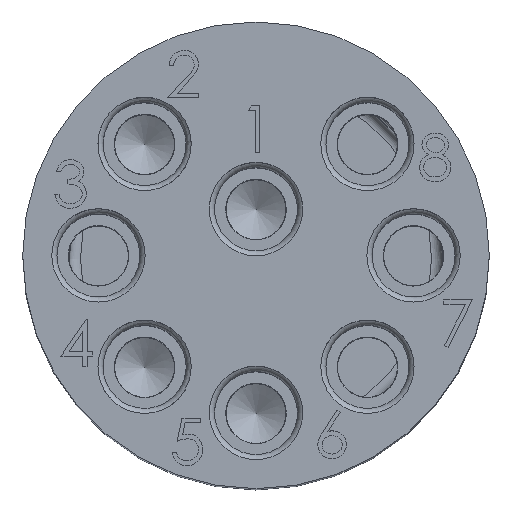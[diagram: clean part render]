
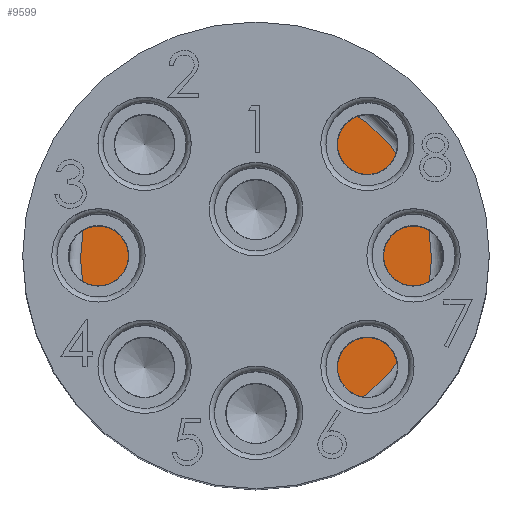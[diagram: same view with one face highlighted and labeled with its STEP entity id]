
A CAD part, top view. The second image highlights one B-rep face of the part: STEP entity #9599.
In plain terms, the highlighted planar face has unit normal (0, 0, -1).
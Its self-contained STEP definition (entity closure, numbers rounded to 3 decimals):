
#392=FACE_BOUND('',#2595,.T.);
#393=FACE_BOUND('',#2596,.T.);
#394=FACE_BOUND('',#2597,.T.);
#395=FACE_BOUND('',#2598,.T.);
#396=FACE_BOUND('',#2599,.T.);
#397=FACE_BOUND('',#2600,.T.);
#398=FACE_BOUND('',#2601,.T.);
#399=FACE_BOUND('',#2602,.T.);
#2075=FACE_OUTER_BOUND('',#2594,.T.);
#2594=EDGE_LOOP('',(#8260,#8261));
#2595=EDGE_LOOP('',(#8262));
#2596=EDGE_LOOP('',(#8263,#8264));
#2597=EDGE_LOOP('',(#8265,#8266));
#2598=EDGE_LOOP('',(#8267,#8268));
#2599=EDGE_LOOP('',(#8269));
#2600=EDGE_LOOP('',(#8270,#8271));
#2601=EDGE_LOOP('',(#8272,#8273));
#2602=EDGE_LOOP('',(#8274,#8275));
#2995=CIRCLE('',#10358,0.66);
#2996=CIRCLE('',#10360,0.66);
#2997=CIRCLE('',#10361,0.66);
#2998=CIRCLE('',#10363,0.66);
#2999=CIRCLE('',#10364,0.66);
#3000=CIRCLE('',#10366,0.66);
#3001=CIRCLE('',#10367,0.66);
#3002=CIRCLE('',#10369,0.66);
#3003=CIRCLE('',#10371,0.66);
#3004=CIRCLE('',#10372,0.66);
#3005=CIRCLE('',#10374,0.66);
#3006=CIRCLE('',#10375,0.66);
#3007=CIRCLE('',#10377,0.66);
#3008=CIRCLE('',#10378,0.66);
#3171=CIRCLE('',#10653,5.969);
#3172=CIRCLE('',#10654,5.969);
#3821=VERTEX_POINT('',#15383);
#3822=VERTEX_POINT('',#15387);
#3823=VERTEX_POINT('',#15388);
#3824=VERTEX_POINT('',#15393);
#3825=VERTEX_POINT('',#15394);
#3826=VERTEX_POINT('',#15399);
#3827=VERTEX_POINT('',#15400);
#3828=VERTEX_POINT('',#15405);
#3829=VERTEX_POINT('',#15409);
#3830=VERTEX_POINT('',#15410);
#3831=VERTEX_POINT('',#15415);
#3832=VERTEX_POINT('',#15416);
#3833=VERTEX_POINT('',#15421);
#3834=VERTEX_POINT('',#15422);
#4164=VERTEX_POINT('',#19710);
#4165=VERTEX_POINT('',#19711);
#5035=EDGE_CURVE('',#3821,#3821,#2995,.T.);
#5037=EDGE_CURVE('',#3822,#3823,#2996,.T.);
#5038=EDGE_CURVE('',#3823,#3822,#2997,.T.);
#5040=EDGE_CURVE('',#3824,#3825,#2998,.T.);
#5041=EDGE_CURVE('',#3825,#3824,#2999,.T.);
#5043=EDGE_CURVE('',#3826,#3827,#3000,.T.);
#5044=EDGE_CURVE('',#3827,#3826,#3001,.T.);
#5046=EDGE_CURVE('',#3828,#3828,#3002,.T.);
#5048=EDGE_CURVE('',#3829,#3830,#3003,.T.);
#5049=EDGE_CURVE('',#3830,#3829,#3004,.T.);
#5051=EDGE_CURVE('',#3831,#3832,#3005,.T.);
#5052=EDGE_CURVE('',#3832,#3831,#3006,.T.);
#5054=EDGE_CURVE('',#3833,#3834,#3007,.T.);
#5055=EDGE_CURVE('',#3834,#3833,#3008,.T.);
#5536=EDGE_CURVE('',#4164,#4165,#3171,.T.);
#5537=EDGE_CURVE('',#4165,#4164,#3172,.T.);
#8260=ORIENTED_EDGE('',*,*,#5536,.T.);
#8261=ORIENTED_EDGE('',*,*,#5537,.T.);
#8262=ORIENTED_EDGE('',*,*,#5035,.T.);
#8263=ORIENTED_EDGE('',*,*,#5037,.T.);
#8264=ORIENTED_EDGE('',*,*,#5038,.T.);
#8265=ORIENTED_EDGE('',*,*,#5040,.T.);
#8266=ORIENTED_EDGE('',*,*,#5041,.T.);
#8267=ORIENTED_EDGE('',*,*,#5043,.T.);
#8268=ORIENTED_EDGE('',*,*,#5044,.T.);
#8269=ORIENTED_EDGE('',*,*,#5046,.T.);
#8270=ORIENTED_EDGE('',*,*,#5048,.T.);
#8271=ORIENTED_EDGE('',*,*,#5049,.T.);
#8272=ORIENTED_EDGE('',*,*,#5051,.T.);
#8273=ORIENTED_EDGE('',*,*,#5052,.T.);
#8274=ORIENTED_EDGE('',*,*,#5054,.T.);
#8275=ORIENTED_EDGE('',*,*,#5055,.T.);
#8664=PLANE('',#10679);
#9599=ADVANCED_FACE('',(#2075,#392,#393,#394,#395,#396,#397,#398,#399),
#8664,.T.);
#10358=AXIS2_PLACEMENT_3D('',#15384,#12492,#12493);
#10360=AXIS2_PLACEMENT_3D('',#15389,#12497,#12498);
#10361=AXIS2_PLACEMENT_3D('',#15390,#12499,#12500);
#10363=AXIS2_PLACEMENT_3D('',#15395,#12504,#12505);
#10364=AXIS2_PLACEMENT_3D('',#15396,#12506,#12507);
#10366=AXIS2_PLACEMENT_3D('',#15401,#12511,#12512);
#10367=AXIS2_PLACEMENT_3D('',#15402,#12513,#12514);
#10369=AXIS2_PLACEMENT_3D('',#15406,#12518,#12519);
#10371=AXIS2_PLACEMENT_3D('',#15411,#12523,#12524);
#10372=AXIS2_PLACEMENT_3D('',#15412,#12525,#12526);
#10374=AXIS2_PLACEMENT_3D('',#15417,#12530,#12531);
#10375=AXIS2_PLACEMENT_3D('',#15418,#12532,#12533);
#10377=AXIS2_PLACEMENT_3D('',#15423,#12537,#12538);
#10378=AXIS2_PLACEMENT_3D('',#15424,#12539,#12540);
#10653=AXIS2_PLACEMENT_3D('',#19712,#13299,#13300);
#10654=AXIS2_PLACEMENT_3D('',#19713,#13301,#13302);
#10679=AXIS2_PLACEMENT_3D('',#19755,#13355,#13356);
#12492=DIRECTION('center_axis',(0.,0.,1.));
#12493=DIRECTION('ref_axis',(1.,0.,0.));
#12497=DIRECTION('center_axis',(0.,0.,1.));
#12498=DIRECTION('ref_axis',(1.,0.,0.));
#12499=DIRECTION('center_axis',(0.,0.,1.));
#12500=DIRECTION('ref_axis',(1.,0.,0.));
#12504=DIRECTION('center_axis',(0.,0.,1.));
#12505=DIRECTION('ref_axis',(1.,0.,0.));
#12506=DIRECTION('center_axis',(0.,0.,1.));
#12507=DIRECTION('ref_axis',(1.,0.,0.));
#12511=DIRECTION('center_axis',(0.,0.,1.));
#12512=DIRECTION('ref_axis',(1.,0.,0.));
#12513=DIRECTION('center_axis',(0.,0.,1.));
#12514=DIRECTION('ref_axis',(1.,0.,0.));
#12518=DIRECTION('center_axis',(0.,0.,1.));
#12519=DIRECTION('ref_axis',(1.,0.,0.));
#12523=DIRECTION('center_axis',(0.,0.,1.));
#12524=DIRECTION('ref_axis',(1.,0.,0.));
#12525=DIRECTION('center_axis',(0.,0.,1.));
#12526=DIRECTION('ref_axis',(1.,0.,0.));
#12530=DIRECTION('center_axis',(0.,0.,1.));
#12531=DIRECTION('ref_axis',(1.,0.,0.));
#12532=DIRECTION('center_axis',(0.,0.,1.));
#12533=DIRECTION('ref_axis',(1.,0.,0.));
#12537=DIRECTION('center_axis',(0.,0.,1.));
#12538=DIRECTION('ref_axis',(1.,0.,0.));
#12539=DIRECTION('center_axis',(0.,0.,1.));
#12540=DIRECTION('ref_axis',(1.,0.,0.));
#13299=DIRECTION('center_axis',(0.,0.,-1.));
#13300=DIRECTION('ref_axis',(-1.,0.,0.));
#13301=DIRECTION('center_axis',(0.,0.,-1.));
#13302=DIRECTION('ref_axis',(-1.,0.,0.));
#13355=DIRECTION('center_axis',(0.,0.,-1.));
#13356=DIRECTION('ref_axis',(-1.,0.,0.));
#15383=CARTESIAN_POINT('',(-2.611,0.,-34.925));
#15384=CARTESIAN_POINT('Origin',(-1.951,0.,
-34.925));
#15387=CARTESIAN_POINT('',(2.04,1.379,-34.925));
#15388=CARTESIAN_POINT('',(0.719,1.379,-34.925));
#15389=CARTESIAN_POINT('Origin',(1.379,1.379,-34.925));
#15390=CARTESIAN_POINT('Origin',(1.379,1.379,-34.925));
#15393=CARTESIAN_POINT('',(2.04,-1.379,-34.925));
#15394=CARTESIAN_POINT('',(0.719,-1.379,-34.925));
#15395=CARTESIAN_POINT('Origin',(1.379,-1.379,-34.925));
#15396=CARTESIAN_POINT('Origin',(1.379,-1.379,-34.925));
#15399=CARTESIAN_POINT('',(0.66,-1.951,-34.925));
#15400=CARTESIAN_POINT('',(-0.66,-1.951,-34.925));
#15401=CARTESIAN_POINT('Origin',(0.,-1.951,
-34.925));
#15402=CARTESIAN_POINT('Origin',(0.,-1.951,
-34.925));
#15405=CARTESIAN_POINT('',(-2.04,1.379,-34.925));
#15406=CARTESIAN_POINT('Origin',(-1.379,1.379,-34.925));
#15409=CARTESIAN_POINT('',(2.611,0.,-34.925));
#15410=CARTESIAN_POINT('',(1.29,0.,-34.925));
#15411=CARTESIAN_POINT('Origin',(1.951,0.,
-34.925));
#15412=CARTESIAN_POINT('Origin',(1.951,0.,
-34.925));
#15415=CARTESIAN_POINT('',(0.66,1.951,-34.925));
#15416=CARTESIAN_POINT('',(-0.66,1.951,-34.925));
#15417=CARTESIAN_POINT('Origin',(0.,1.951,
-34.925));
#15418=CARTESIAN_POINT('Origin',(0.,1.951,
-34.925));
#15421=CARTESIAN_POINT('',(-0.719,-1.379,-34.925));
#15422=CARTESIAN_POINT('',(-2.04,-1.379,-34.925));
#15423=CARTESIAN_POINT('Origin',(-1.379,-1.379,-34.925));
#15424=CARTESIAN_POINT('Origin',(-1.379,-1.379,-34.925));
#19710=CARTESIAN_POINT('',(-5.969,0.,-34.925));
#19711=CARTESIAN_POINT('',(5.969,0.,-34.925));
#19712=CARTESIAN_POINT('Origin',(0.,0.,-34.925));
#19713=CARTESIAN_POINT('Origin',(0.,0.,-34.925));
#19755=CARTESIAN_POINT('Origin',(0.,0.,-34.925));
